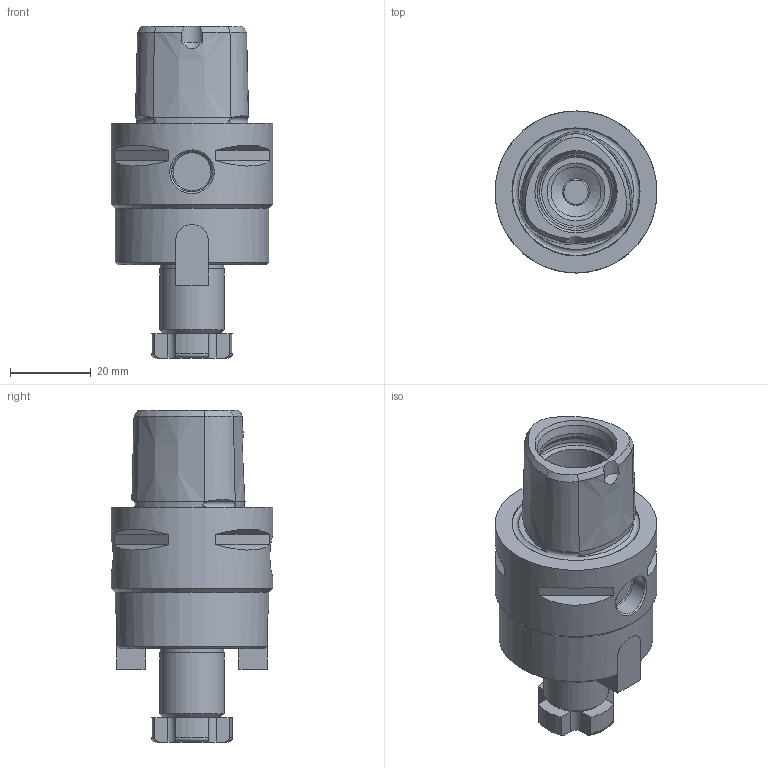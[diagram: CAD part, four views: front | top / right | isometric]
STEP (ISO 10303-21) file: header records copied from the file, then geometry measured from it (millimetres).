
FILE_DESCRIPTION(/* description */ (''),/* implementation_level */ '2;1');
FILE_NAME(/* name */ '04_16_9.stp',/* time_stamp */ '2021-10-27T08:44:44+02:00',/* author */ ('cad'),/* organization */ (''),/* preprocessor_version */ 'ST-DEVELOPER v18.1',/* originating_system */ 'Autodesk Inventor 2021',/* authorisation */ '');
FILE_SCHEMA (('AUTOMOTIVE_DESIGN { 1 0 10303 214 3 1 1 }','PROCESS_PLANNING_SCHEMA'));
Length unit declared in the file: inch
Products named in the file (1): 04_16_9_Shrinkwrap_1
Bounding box: 40 x 40 x 82 mm (x, y, z)
Volume: 52528.6 mm3; surface area: 13819.3 mm2
Topology: 1 solids, 1 shells, 143 faces, 368 edges, 238 vertices
Faces by surface type: plane 61, cylinder 42, cone 32, torus 7, bspline 1
Full cylindrical faces by diameter (mm): 6.647 x1, 9 x1, 10 x1, 12.376 x1, 15.6 x1, 16 x1, 18 x3, 20 x1, 38 x1, 40 x1
Entity records: 4994 total; most frequent: CARTESIAN_POINT 1243, DIRECTION 772, ORIENTED_EDGE 740, EDGE_CURVE 370, AXIS2_PLACEMENT_3D 312, VERTEX_POINT 239, CIRCLE 161, EDGE_LOOP 155
